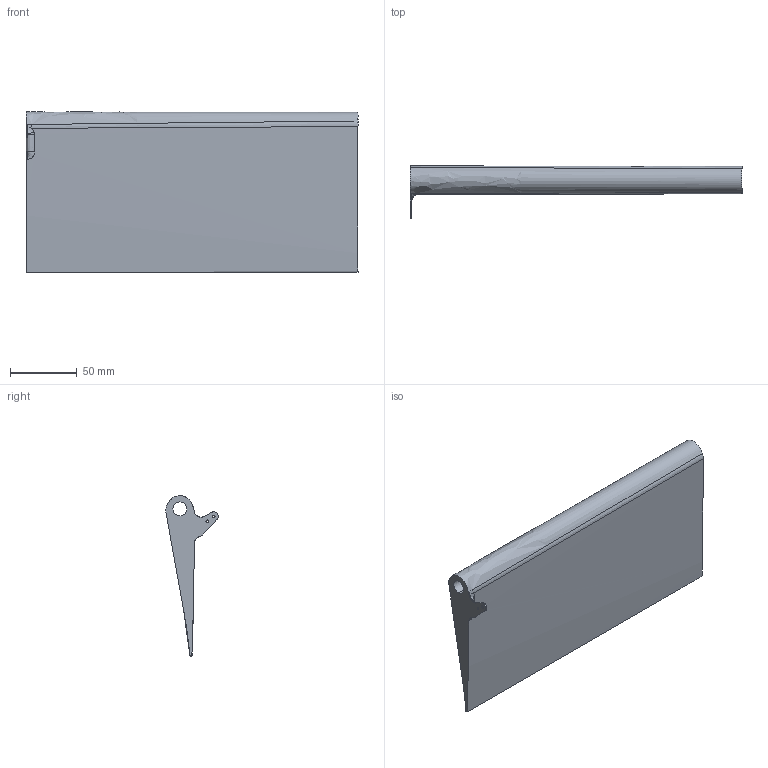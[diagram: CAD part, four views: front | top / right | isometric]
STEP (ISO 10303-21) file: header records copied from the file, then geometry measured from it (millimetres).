
FILE_DESCRIPTION (( 'STEP AP214' ), '1' );
FILE_NAME ('EXPLORA_VTOL_ELEVON_L2.STEP', '2022-10-24T08:53:07', ( '' ), ( '' ), 'SwSTEP 2.0', 'SolidWorks 2021', '' );
FILE_SCHEMA (( 'AUTOMOTIVE_DESIGN' ));
Length unit declared in the file: millimetre
Products named in the file (1): EXPLORA_VTOL_ELEVON_L2
Bounding box: 248 x 39.23 x 119.83 mm (x, y, z)
Volume: 315506.7 mm3; surface area: 73670.3 mm2
Topology: 1 solids, 1 shells, 29 faces, 74 edges, 47 vertices
Faces by surface type: bspline 12, cylinder 10, plane 5, torus 2
Entity records: 2496 total; most frequent: CARTESIAN_POINT 1839, ORIENTED_EDGE 148, DIRECTION 101, EDGE_CURVE 74, VERTEX_POINT 47, AXIS2_PLACEMENT_3D 43, EDGE_LOOP 35, B_SPLINE_CURVE_WITH_KNOTS 33
